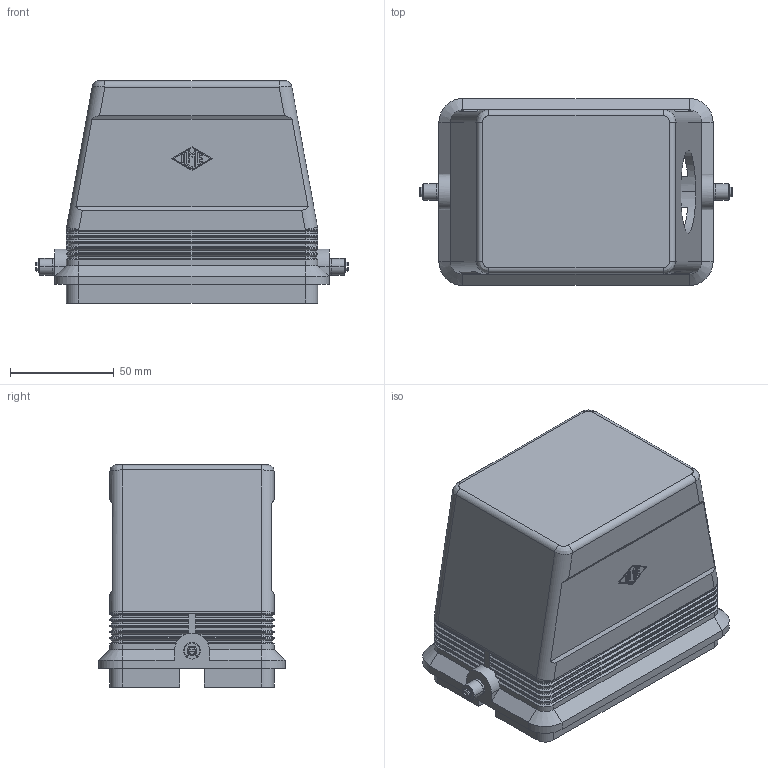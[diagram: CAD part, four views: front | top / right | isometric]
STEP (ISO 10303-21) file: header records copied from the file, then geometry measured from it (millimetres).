
FILE_DESCRIPTION(('Creo Elements/Direct Modeling STEP Export'),'2;1');
FILE_NAME('MFO 48 L40.stp','2011-08-30T15:30:56',(''),(''),'Creo Elements/Direct Modeling STEP processor for AP214 (Solid Model)','Creo Elements/Direct Modeling 17.0C 05-Feb-2011 (C) Parametric Technology GmbH','');
FILE_SCHEMA(('AUTOMOTIVE_DESIGN { 1 0 10303 214 1 1 1 1 }'));
Length unit declared in the file: millimetre
Products named in the file (1): MFO_48_L32
Bounding box: 150.5 x 90 x 107 mm (x, y, z)
Volume: 236464.8 mm3; surface area: 96074.8 mm2
Topology: 1 solids, 1 shells, 565 faces, 1495 edges, 942 vertices
Faces by surface type: plane 309, cylinder 180, cone 64, torus 4, sphere 4, bspline 4
Entity records: 17593 total; most frequent: CARTESIAN_POINT 3749, ORIENTED_EDGE 2958, DIRECTION 2855, EDGE_CURVE 1479, AXIS2_PLACEMENT_3D 954, VECTOR 947, LINE 947, VERTEX_POINT 942
